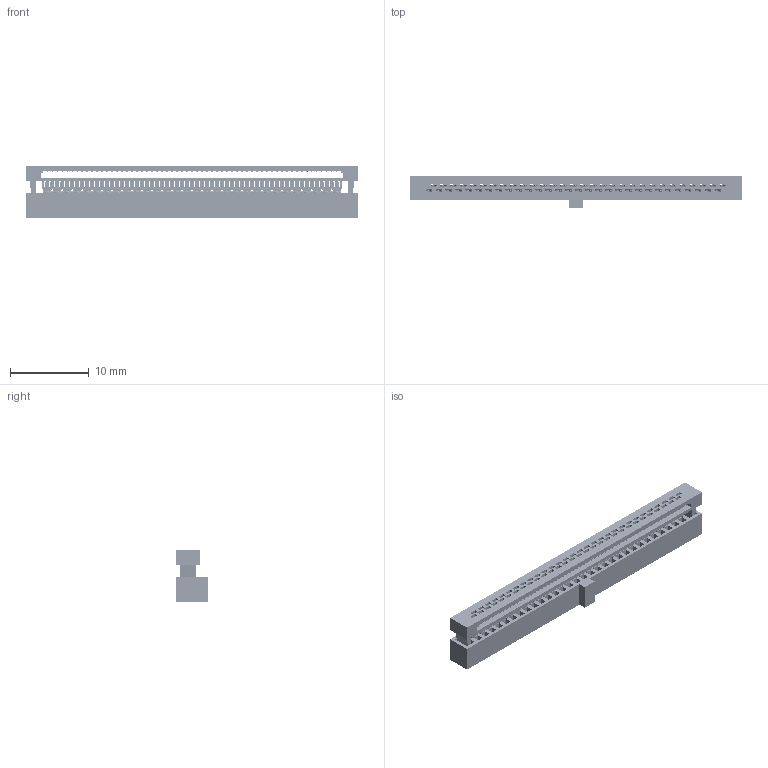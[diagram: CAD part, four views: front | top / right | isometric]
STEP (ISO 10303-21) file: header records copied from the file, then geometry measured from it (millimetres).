
FILE_DESCRIPTION(/* description */ ('Unknown'),/* implementation_level */ '2;1');
FILE_NAME(/* name */ '62706023121',/* time_stamp */ '2020-05-28T10:16:19+02:00',/* author */ ('Unknown'),/* organization */ ('Unknown'),/* preprocessor_version */ 'ST-DEVELOPER v16.7',/* originating_system */ 'DEX',/* authorisation */ $);
FILE_SCHEMA (('CONFIG_CONTROL_DESIGN','AUTOMOTIVE_DESIGN {1 0 10303 214 3 1 1}'));
Length unit declared in the file: millimetre
Products named in the file (4): 6270xx23121_Open; 62706023121; 6270xx23121_Pin; 62706023121_Cable clamp
Assembly tree (62 placements, depth 2):
  6270xx23121_Open
    62706023121
    6270xx23121_Pin  x60
    62706023121_Cable clamp
Bounding box: 42.29 x 4 x 6.53 mm (x, y, z)
Volume: 442.8 mm3; surface area: 2918.5 mm2
Topology: 62 solids, 62 shells, 9025 faces, 24707 edges, 15870 vertices
Faces by surface type: plane 5595, cylinder 2830, bspline 360, torus 240
Entity records: 50972 total; most frequent: CARTESIAN_POINT 9073, ORIENTED_EDGE 8940, DIRECTION 8228, EDGE_CURVE 4470, LINE 3866, VECTOR 3866, VERTEX_POINT 2890, AXIS2_PLACEMENT_3D 2181
